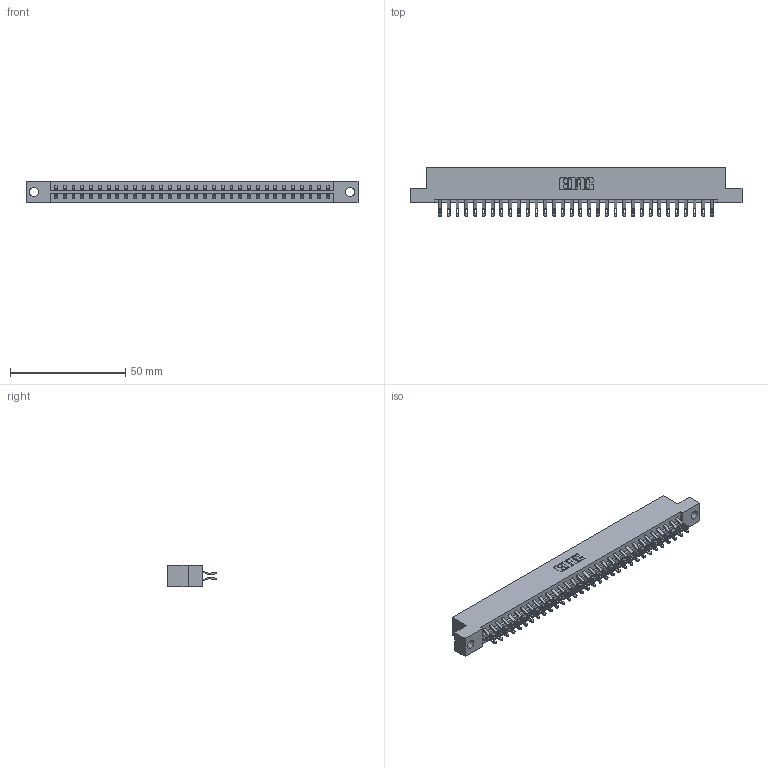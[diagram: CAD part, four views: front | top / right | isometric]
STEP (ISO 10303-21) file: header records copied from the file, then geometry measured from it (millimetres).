
FILE_DESCRIPTION (( 'STEP AP203' ), '1' );
FILE_NAME ('379-064-555-204.STEP', '2020-02-26T19:02:24', ( '' ), ( '' ), 'SwSTEP 2.0', 'SolidWorks 2016', '' );
FILE_SCHEMA (( 'CONFIG_CONTROL_DESIGN' ));
Length unit declared in the file: inch
Products named in the file (3): 379 Part_Flush - .156 Dia - TH; 379-064-555-204; 345-292-001_555 Tail
Assembly tree (65 placements, depth 2):
  379-064-555-204
    379 Part_Flush - .156 Dia - TH
    345-292-001_555 Tail  x64
Bounding box: 144.15 x 21.13 x 9.53 mm (x, y, z)
Volume: 15332.4 mm3; surface area: 17627.4 mm2
Topology: 65 solids, 65 shells, 3826 faces, 12023 edges, 8014 vertices
Faces by surface type: plane 2246, cylinder 1580
Entity records: 22209 total; most frequent: CARTESIAN_POINT 3728, ORIENTED_EDGE 3634, DIRECTION 3173, EDGE_CURVE 1817, VECTOR 1669, LINE 1669, VERTEX_POINT 1210, AXIS2_PLACEMENT_3D 752
